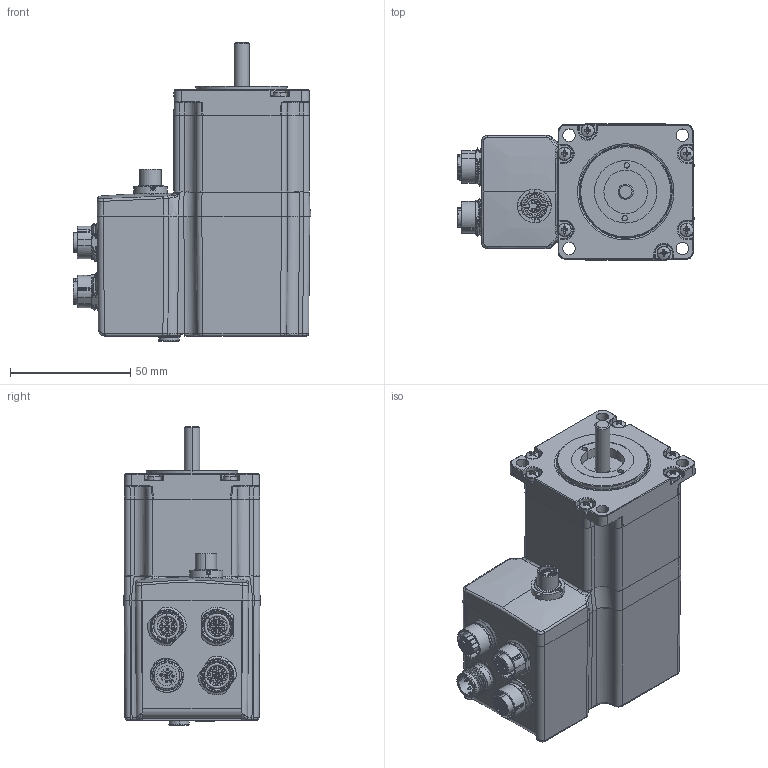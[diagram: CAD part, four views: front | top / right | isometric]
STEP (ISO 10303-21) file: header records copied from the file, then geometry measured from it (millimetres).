
FILE_DESCRIPTION (( 'STEP AP214' ), '1' );
FILE_NAME ('MIS231S.STEP', '2021-07-15T19:45:17', ( '' ), ( '' ), 'SwSTEP 2.0', 'SolidWorks 2020', '' );
FILE_SCHEMA (( 'AUTOMOTIVE_DESIGN' ));
Length unit declared in the file: millimetre
Products named in the file (1): MIS231S
Bounding box: 98.82 x 56.67 x 124.4 mm (x, y, z)
Volume: 383624.2 mm3; surface area: 44472.9 mm2
Topology: 3 solids, 20 shells, 2066 faces, 5137 edges, 3179 vertices
Faces by surface type: plane 878, cylinder 549, cone 255, bspline 215, torus 141, sphere 28
Entity records: 102876 total; most frequent: CARTESIAN_POINT 33400, ORIENTED_EDGE 10210, DIRECTION 9234, EDGE_CURVE 5105, AXIS2_PLACEMENT_3D 3412, VERTEX_POINT 3179, LINE 2410, VECTOR 2410
